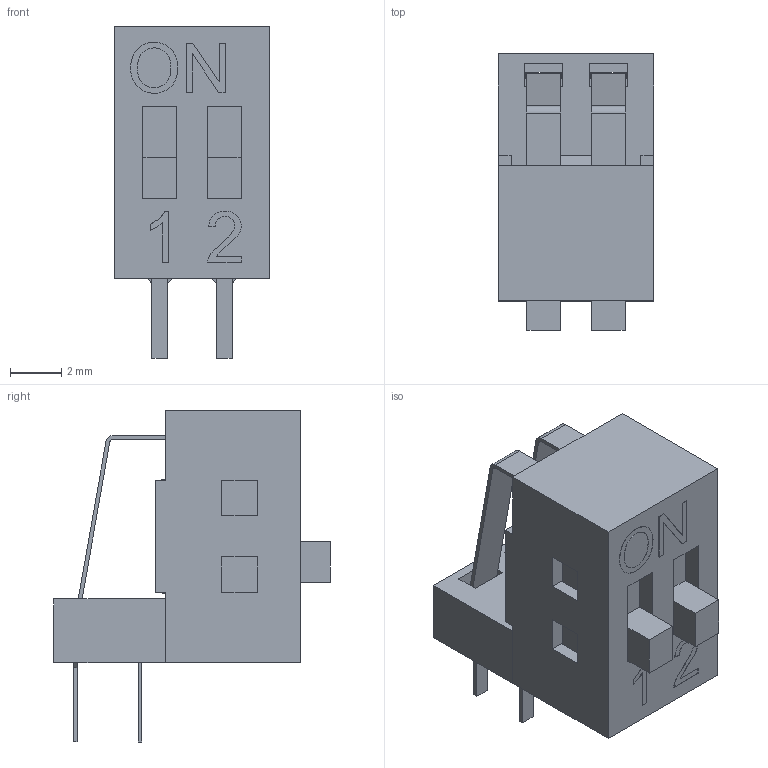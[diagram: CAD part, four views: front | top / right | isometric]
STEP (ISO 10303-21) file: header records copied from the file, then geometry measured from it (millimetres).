
FILE_DESCRIPTION(('FreeCAD Model'),'2;1');
FILE_NAME('double_switch_cp.step', '2017-08-11T14:55:23',('kicad StepUp'),('ksu MCAD'), 'Open CASCADE STEP processor 7.1','FreeCAD','Unknown');
FILE_SCHEMA(('AUTOMOTIVE_DESIGN_CC2 { 1 2 10303 214 -1 1 5 4 }'));
Length unit declared in the file: millimetre
Products named in the file (1): double_switch_cp
Bounding box: 6.08 x 10.83 x 13 mm (x, y, z)
Volume: 296.2 mm3; surface area: 1077.4 mm2
Topology: 9 solids, 9 shells, 433 faces, 1205 edges, 798 vertices
Faces by surface type: plane 389, cylinder 36, bspline 8
Entity records: 14196 total; most frequent: CARTESIAN_POINT 2949, ORIENTED_EDGE 2410, DIRECTION 2113, EDGE_CURVE 1205, LINE 1117, VECTOR 1117, VERTEX_POINT 798, AXIS2_PLACEMENT_3D 498
